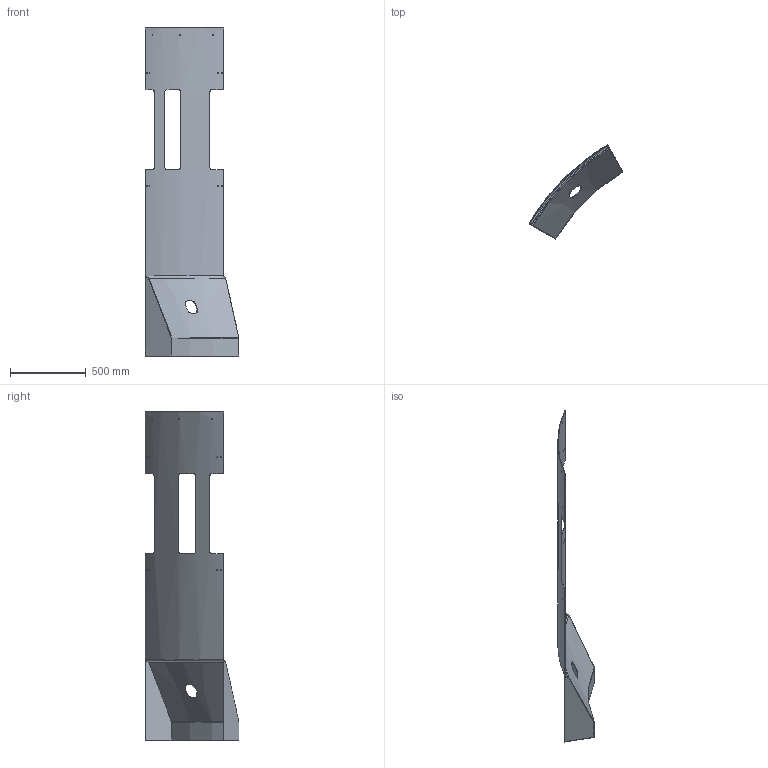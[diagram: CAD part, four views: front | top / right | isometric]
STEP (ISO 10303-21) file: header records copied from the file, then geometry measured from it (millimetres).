
FILE_DESCRIPTION((''),'2;1');
FILE_NAME('V03_PLT_D03_2014-11-13_3Ib.stp','2016-05-23T11:49:24',('uklkljlkk'),(''),'Autodesk Inventor 2013','Autodesk Inventor 2013','');
FILE_SCHEMA(('AUTOMOTIVE_DESIGN { 1 0 10303 214 1 1 1 1 }'));
Length unit declared in the file: millimetre
Products named in the file (1): V03_PLT_D03_2014-11-13_3Ib
Bounding box: 620.81 x 620.81 x 2172 mm (x, y, z)
Volume: 4622040.6 mm3; surface area: 3107018.6 mm2
Topology: 1 solids, 1 shells, 72 faces, 203 edges, 133 vertices
Faces by surface type: cylinder 36, plane 20, bspline 8, torus 6, cone 2
Full cylindrical faces by diameter (mm): 4 x4, 8 x11, 101 x1
Entity records: 3832 total; most frequent: CARTESIAN_POINT 2095, ORIENTED_EDGE 364, DIRECTION 290, EDGE_CURVE 182, VERTEX_POINT 128, EDGE_LOOP 122, AXIS2_PLACEMENT_3D 115, FACE_OUTER_BOUND 72
